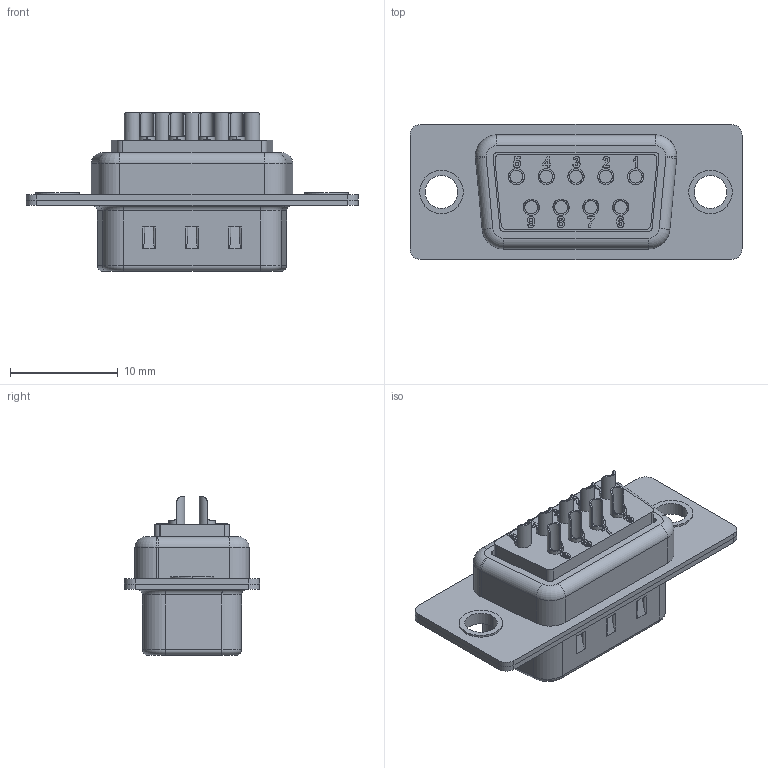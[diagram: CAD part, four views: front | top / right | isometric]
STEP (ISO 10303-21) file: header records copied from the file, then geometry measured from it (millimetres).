
FILE_DESCRIPTION (( 'STEP AP203' ), '1' );
FILE_NAME ('D-sub 9 pin male.STEP', '2019-04-06T07:10:12', ( '' ), ( '' ), 'SwSTEP 2.0', 'SolidWorks 2015', '' );
FILE_SCHEMA (( 'CONFIG_CONTROL_DESIGN' ));
Length unit declared in the file: millimetre
Products named in the file (5): D-T -1; D-t pin; D-T -2; D-T; D-sub 9 pin male
Assembly tree (12 placements, depth 2):
  D-sub 9 pin male
    D-T -1
    D-T
    D-T -2
    D-t pin  x9
Bounding box: 30.84 x 12.55 x 14.7 mm (x, y, z)
Volume: 1265.5 mm3; surface area: 3584.5 mm2
Topology: 12 solids, 12 shells, 944 faces, 2431 edges, 1567 vertices
Faces by surface type: plane 355, cylinder 302, bspline 172, sphere 72, torus 43
Entity records: 25958 total; most frequent: CARTESIAN_POINT 12239, ORIENTED_EDGE 2926, DIRECTION 2247, EDGE_CURVE 1463, VERTEX_POINT 959, LINE 785, VECTOR 785, AXIS2_PLACEMENT_3D 731
